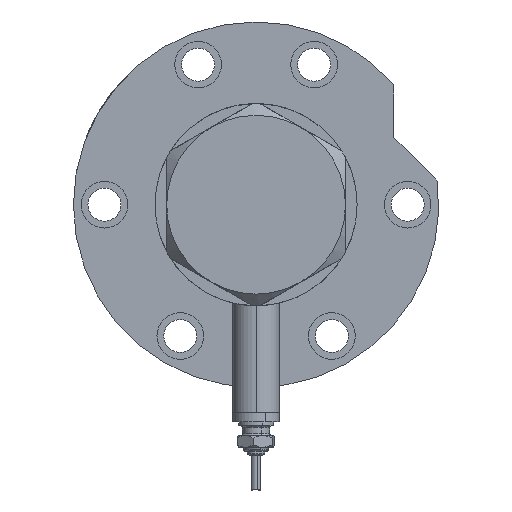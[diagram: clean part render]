
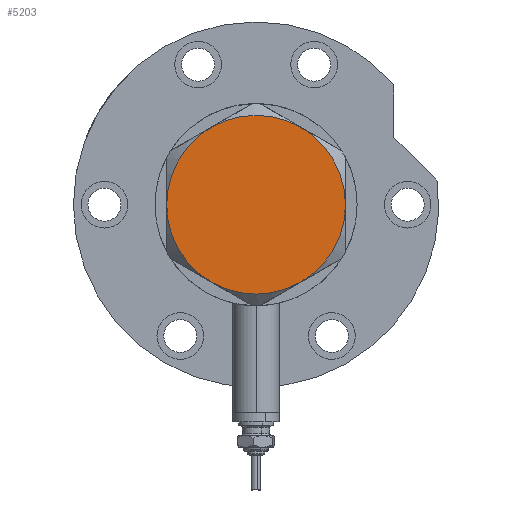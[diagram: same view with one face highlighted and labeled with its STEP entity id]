
A CAD part, left-side view. The second image highlights one B-rep face of the part: STEP entity #5203.
In plain terms, the highlighted face is planar.
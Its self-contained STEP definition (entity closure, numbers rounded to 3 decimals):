
#43 = CARTESIAN_POINT ( 'NONE',  ( 0., 0., 9. ) ) ;
#321 = EDGE_CURVE ( 'NONE', #4820, #5767, #663, .T. ) ;
#347 = DIRECTION ( 'NONE',  ( 1., 0., 0. ) ) ;
#663 = CIRCLE ( 'NONE', #1695, 23. ) ;
#751 = ORIENTED_EDGE ( 'NONE', *, *, #4461, .T. ) ;
#760 = CARTESIAN_POINT ( 'NONE',  ( 11.5, -19.919, 9. ) ) ;
#853 = ORIENTED_EDGE ( 'NONE', *, *, #2123, .T. ) ;
#947 = DIRECTION ( 'NONE',  ( 0., 0., 1. ) ) ;
#979 = CARTESIAN_POINT ( 'NONE',  ( 0., 0., 9. ) ) ;
#1050 = DIRECTION ( 'NONE',  ( 1., 0., 0. ) ) ;
#1240 = VERTEX_POINT ( 'NONE', #1893 ) ;
#1258 = DIRECTION ( 'NONE',  ( 0., 0., 1. ) ) ;
#1434 = AXIS2_PLACEMENT_3D ( 'NONE', #7829, #3615, #3581 ) ;
#1450 = CARTESIAN_POINT ( 'NONE',  ( 11.5, 19.919, 9. ) ) ;
#1468 = EDGE_CURVE ( 'NONE', #5767, #1240, #6957, .T. ) ;
#1472 = VERTEX_POINT ( 'NONE', #1791 ) ;
#1695 = AXIS2_PLACEMENT_3D ( 'NONE', #7281, #5373, #7848 ) ;
#1791 = CARTESIAN_POINT ( 'NONE',  ( 23., 0., 9. ) ) ;
#1893 = CARTESIAN_POINT ( 'NONE',  ( -23., 0., 9. ) ) ;
#2061 = CARTESIAN_POINT ( 'NONE',  ( -11.5, 19.919, 9. ) ) ;
#2123 = EDGE_CURVE ( 'NONE', #2745, #1472, #6039, .T. ) ;
#2197 = PLANE ( 'NONE',  #4663 ) ;
#2442 = EDGE_LOOP ( 'NONE', ( #853, #3565, #3349, #5570, #751, #5054 ) ) ;
#2499 = EDGE_CURVE ( 'NONE', #1472, #4820, #5414, .T. ) ;
#2745 = VERTEX_POINT ( 'NONE', #760 ) ;
#2922 = DIRECTION ( 'NONE',  ( 1., 0., 0. ) ) ;
#3349 = ORIENTED_EDGE ( 'NONE', *, *, #321, .T. ) ;
#3403 = CARTESIAN_POINT ( 'NONE',  ( 0., 0., 9. ) ) ;
#3501 = CIRCLE ( 'NONE', #6320, 23. ) ;
#3565 = ORIENTED_EDGE ( 'NONE', *, *, #2499, .T. ) ;
#3581 = DIRECTION ( 'NONE',  ( 1., 0., 0. ) ) ;
#3615 = DIRECTION ( 'NONE',  ( 0., 0., 1. ) ) ;
#3778 = AXIS2_PLACEMENT_3D ( 'NONE', #979, #7716, #1050 ) ;
#3835 = DIRECTION ( 'NONE',  ( 1., 0., 0. ) ) ;
#4033 = CIRCLE ( 'NONE', #3778, 23. ) ;
#4097 = CARTESIAN_POINT ( 'NONE',  ( -11.5, -19.919, 9. ) ) ;
#4461 = EDGE_CURVE ( 'NONE', #1240, #5931, #4033, .T. ) ;
#4609 = CARTESIAN_POINT ( 'NONE',  ( 0., 0., 9. ) ) ;
#4663 = AXIS2_PLACEMENT_3D ( 'NONE', #4609, #947, #5217 ) ;
#4820 = VERTEX_POINT ( 'NONE', #1450 ) ;
#4890 = AXIS2_PLACEMENT_3D ( 'NONE', #43, #1258, #3835 ) ;
#5054 = ORIENTED_EDGE ( 'NONE', *, *, #5209, .T. ) ;
#5203 = ADVANCED_FACE ( 'NONE', ( #6527 ), #2197, .T. ) ;
#5209 = EDGE_CURVE ( 'NONE', #5931, #2745, #3501, .T. ) ;
#5217 = DIRECTION ( 'NONE',  ( 1., 0., 0. ) ) ;
#5373 = DIRECTION ( 'NONE',  ( 0., 0., 1. ) ) ;
#5414 = CIRCLE ( 'NONE', #1434, 23. ) ;
#5570 = ORIENTED_EDGE ( 'NONE', *, *, #1468, .T. ) ;
#5767 = VERTEX_POINT ( 'NONE', #2061 ) ;
#5855 = DIRECTION ( 'NONE',  ( 0., 0., 1. ) ) ;
#5931 = VERTEX_POINT ( 'NONE', #4097 ) ;
#6039 = CIRCLE ( 'NONE', #4890, 23. ) ;
#6320 = AXIS2_PLACEMENT_3D ( 'NONE', #3403, #5855, #347 ) ;
#6527 = FACE_OUTER_BOUND ( 'NONE', #2442, .T. ) ;
#6957 = CIRCLE ( 'NONE', #7624, 23. ) ;
#7204 = CARTESIAN_POINT ( 'NONE',  ( 0., 0., 9. ) ) ;
#7281 = CARTESIAN_POINT ( 'NONE',  ( 0., 0., 9. ) ) ;
#7624 = AXIS2_PLACEMENT_3D ( 'NONE', #7204, #7896, #2922 ) ;
#7716 = DIRECTION ( 'NONE',  ( 0., 0., 1. ) ) ;
#7829 = CARTESIAN_POINT ( 'NONE',  ( 0., 0., 9. ) ) ;
#7848 = DIRECTION ( 'NONE',  ( 1., 0., 0. ) ) ;
#7896 = DIRECTION ( 'NONE',  ( 0., 0., 1. ) ) ;
